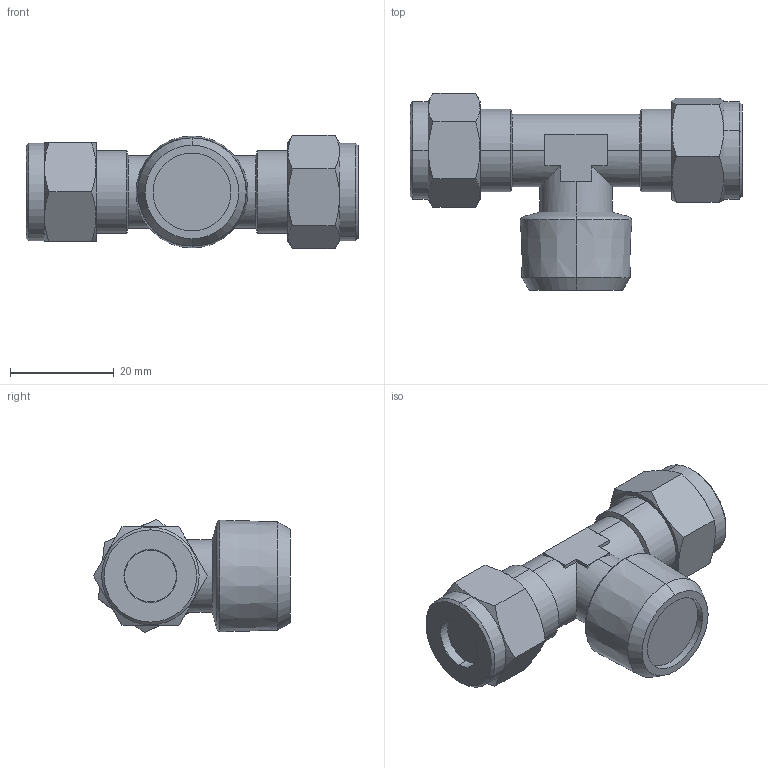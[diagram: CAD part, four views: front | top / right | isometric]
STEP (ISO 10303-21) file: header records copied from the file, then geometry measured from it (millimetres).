
FILE_DESCRIPTION (( 'STEP AP214' ), '1' );
FILE_NAME ('1022000009.step', '2013-02-25T17:11:51', ( '' ), ( '' ), 'SwSTEP 2.0', 'SolidWorks 2012', '' );
FILE_SCHEMA (( 'AUTOMOTIVE_DESIGN' ));
Length unit declared in the file: millimetre
Products named in the file (1): 1022000009
Bounding box: 64 x 37.97 x 21.81 mm (x, y, z)
Volume: 19824.1 mm3; surface area: 6140.7 mm2
Topology: 1 solids, 1 shells, 105 faces, 234 edges, 136 vertices
Faces by surface type: plane 44, cone 40, cylinder 19, torus 2
Entity records: 3130 total; most frequent: CARTESIAN_POINT 762, DIRECTION 488, ORIENTED_EDGE 468, EDGE_CURVE 234, AXIS2_PLACEMENT_3D 190, VERTEX_POINT 136, EDGE_LOOP 110, VECTOR 108
